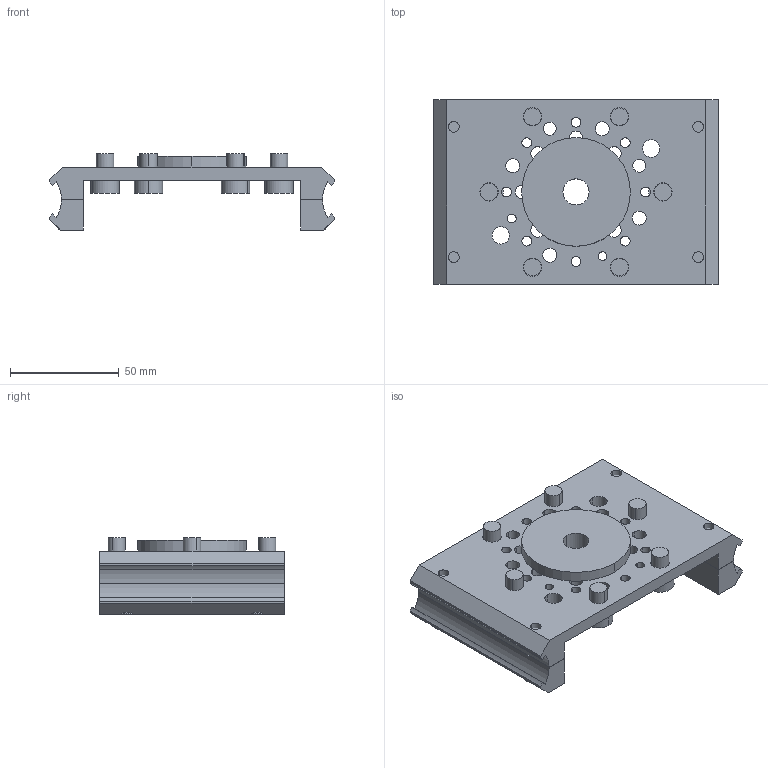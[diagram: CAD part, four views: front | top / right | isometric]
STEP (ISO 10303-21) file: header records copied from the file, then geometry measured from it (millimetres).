
FILE_DESCRIPTION (( 'STEP AP203' ), '1' );
FILE_NAME ('10.01.49.00029.step', '2022-11-07T19:15:30', ( '' ), ( '' ), 'SwSTEP 2.0', 'SolidWorks 2021', '' );
FILE_SCHEMA (( 'CONFIG_CONTROL_DESIGN' ));
Length unit declared in the file: millimetre
Products named in the file (1): 10.01.49.00029
Bounding box: 131 x 85 x 35 mm (x, y, z)
Volume: 119208.4 mm3; surface area: 54839.9 mm2
Topology: 14 solids, 14 shells, 231 faces, 576 edges, 384 vertices
Faces by surface type: cylinder 164, plane 67
Entity records: 7321 total; most frequent: DIRECTION 1368, CARTESIAN_POINT 1204, ORIENTED_EDGE 1152, EDGE_CURVE 576, AXIS2_PLACEMENT_3D 564, VERTEX_POINT 384, EDGE_LOOP 346, CIRCLE 332
